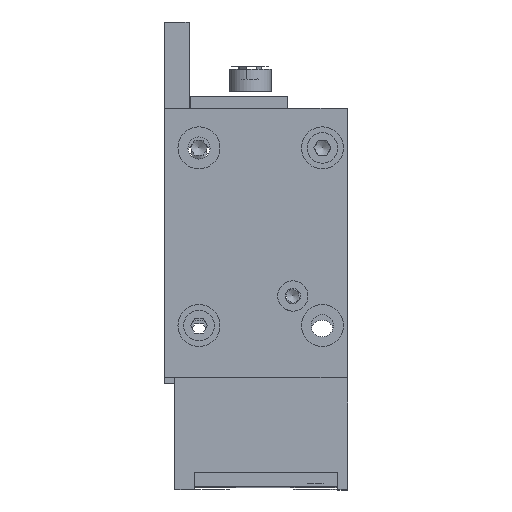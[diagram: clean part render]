
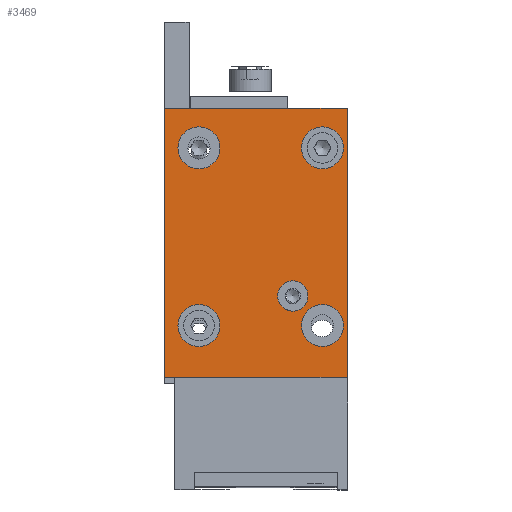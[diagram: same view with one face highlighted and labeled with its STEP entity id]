
A CAD part, top view. The second image highlights one B-rep face of the part: STEP entity #3469.
In plain terms, the highlighted planar face has unit normal (0, 0, 1).
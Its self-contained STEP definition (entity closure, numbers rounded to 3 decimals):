
#128=FACE_BOUND($,#510,.T.);
#129=FACE_BOUND($,#511,.T.);
#130=FACE_BOUND($,#512,.T.);
#131=FACE_BOUND($,#513,.T.);
#132=FACE_BOUND($,#514,.T.);
#133=FACE_BOUND($,#515,.T.);
#238=CIRCLE($,#3703,4.25);
#239=CIRCLE($,#3704,4.25);
#240=CIRCLE($,#3705,4.25);
#241=CIRCLE($,#3706,4.25);
#242=CIRCLE($,#3707,3.067);
#510=EDGE_LOOP($,(#2634));
#511=EDGE_LOOP($,(#2635));
#512=EDGE_LOOP($,(#2636,#2637,#2638,#2639));
#513=EDGE_LOOP($,(#2640));
#514=EDGE_LOOP($,(#2641));
#515=EDGE_LOOP($,(#2642));
#781=LINE($,#5137,#1148);
#782=LINE($,#5139,#1149);
#783=LINE($,#5141,#1150);
#784=LINE($,#5142,#1151);
#1148=VECTOR($,#4134,37.);
#1149=VECTOR($,#4135,54.5);
#1150=VECTOR($,#4136,37.);
#1151=VECTOR($,#4137,54.5);
#1534=VERTEX_POINT($,#5131);
#1535=VERTEX_POINT($,#5133);
#1536=VERTEX_POINT($,#5135);
#1537=VERTEX_POINT($,#5136);
#1538=VERTEX_POINT($,#5138);
#1539=VERTEX_POINT($,#5140);
#1540=VERTEX_POINT($,#5143);
#1541=VERTEX_POINT($,#5145);
#1542=VERTEX_POINT($,#5147);
#2052=EDGE_CURVE($,#1534,#1534,#238,.T.);
#2053=EDGE_CURVE($,#1535,#1535,#239,.T.);
#2054=EDGE_CURVE($,#1536,#1537,#781,.T.);
#2055=EDGE_CURVE($,#1538,#1536,#782,.T.);
#2056=EDGE_CURVE($,#1539,#1538,#783,.T.);
#2057=EDGE_CURVE($,#1537,#1539,#784,.T.);
#2058=EDGE_CURVE($,#1540,#1540,#240,.T.);
#2059=EDGE_CURVE($,#1541,#1541,#241,.T.);
#2060=EDGE_CURVE($,#1542,#1542,#242,.T.);
#2634=ORIENTED_EDGE($,*,*,#2052,.F.);
#2635=ORIENTED_EDGE($,*,*,#2053,.F.);
#2636=ORIENTED_EDGE($,*,*,#2054,.F.);
#2637=ORIENTED_EDGE($,*,*,#2055,.F.);
#2638=ORIENTED_EDGE($,*,*,#2056,.F.);
#2639=ORIENTED_EDGE($,*,*,#2057,.F.);
#2640=ORIENTED_EDGE($,*,*,#2058,.F.);
#2641=ORIENTED_EDGE($,*,*,#2059,.F.);
#2642=ORIENTED_EDGE($,*,*,#2060,.F.);
#3262=PLANE($,#3702);
#3469=ADVANCED_FACE($,(#128,#129,#130,#131,#132,#133),#3262,.T.);
#3702=AXIS2_PLACEMENT_3D($,#5130,#4128,#4129);
#3703=AXIS2_PLACEMENT_3D($,#5132,#4130,#4131);
#3704=AXIS2_PLACEMENT_3D($,#5134,#4132,#4133);
#3705=AXIS2_PLACEMENT_3D($,#5144,#4138,#4139);
#3706=AXIS2_PLACEMENT_3D($,#5146,#4140,#4141);
#3707=AXIS2_PLACEMENT_3D($,#5148,#4142,#4143);
#4128=DIRECTION('center_axis',(0.,0.,
1.));
#4129=DIRECTION('ref_axis',(0.,1.,0.));
#4130=DIRECTION('center_axis',(0.,0.,
1.));
#4131=DIRECTION('ref_axis',(1.,0.,0.));
#4132=DIRECTION('center_axis',(0.,0.,
1.));
#4133=DIRECTION('ref_axis',(1.,0.,0.));
#4134=DIRECTION($,(1.,0.,0.));
#4135=DIRECTION($,(0.,1.,0.));
#4136=DIRECTION($,(-1.,0.,0.));
#4137=DIRECTION($,(0.,-1.,0.));
#4138=DIRECTION('center_axis',(0.,0.,
1.));
#4139=DIRECTION('ref_axis',(1.,0.,0.));
#4140=DIRECTION('center_axis',(0.,0.,
1.));
#4141=DIRECTION('ref_axis',(1.,0.,0.));
#4142=DIRECTION('center_axis',(0.,0.,
1.));
#4143=DIRECTION('ref_axis',(1.,0.,0.));
#5130=CARTESIAN_POINT('Origin',(-11.016,-2.782,-75.));
#5131=CARTESIAN_POINT('',(-1.766,16.468,-75.));
#5132=CARTESIAN_POINT('Origin',(2.484,16.468,-75.));
#5133=CARTESIAN_POINT('',(-26.766,-19.532,-75.));
#5134=CARTESIAN_POINT('Origin',(-22.516,-19.532,-75.));
#5135=CARTESIAN_POINT('',(-29.516,24.468,-75.));
#5136=CARTESIAN_POINT('',(7.484,24.468,-75.));
#5137=CARTESIAN_POINT($,(-29.516,24.468,-75.));
#5138=CARTESIAN_POINT('',(-29.516,-30.032,-75.));
#5139=CARTESIAN_POINT($,(-29.516,-30.032,-75.));
#5140=CARTESIAN_POINT('',(7.484,-30.032,-75.));
#5141=CARTESIAN_POINT($,(7.484,-30.032,-75.));
#5142=CARTESIAN_POINT($,(7.484,24.468,-75.));
#5143=CARTESIAN_POINT('',(-26.766,16.468,-75.));
#5144=CARTESIAN_POINT('Origin',(-22.516,16.468,-75.));
#5145=CARTESIAN_POINT('',(-1.766,-19.532,-75.));
#5146=CARTESIAN_POINT('Origin',(2.484,-19.532,-75.));
#5147=CARTESIAN_POINT('',(-6.583,-13.532,-75.));
#5148=CARTESIAN_POINT('Origin',(-3.516,-13.532,-75.));
